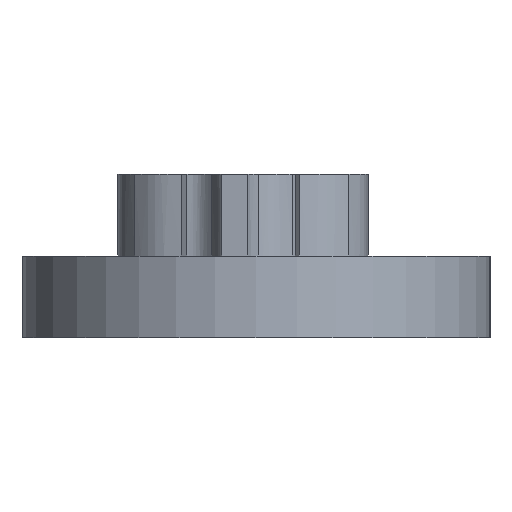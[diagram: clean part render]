
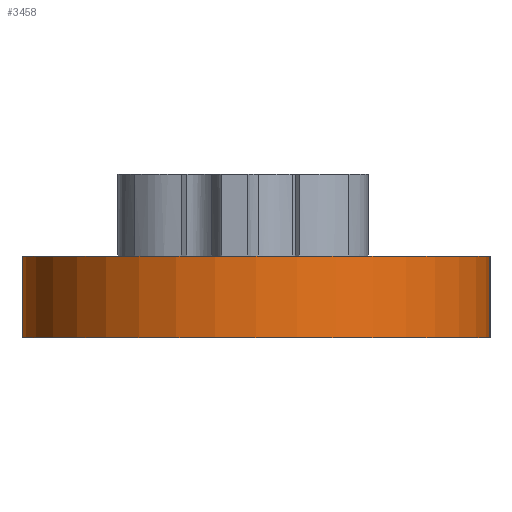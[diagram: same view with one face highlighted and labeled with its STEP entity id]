
A CAD part, left-side view. The second image highlights one B-rep face of the part: STEP entity #3458.
In plain terms, the highlighted cylindrical face has radius 2.867 mm (diameter 5.733 mm), a partial arc.
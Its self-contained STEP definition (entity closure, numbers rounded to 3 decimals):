
#135=CYLINDRICAL_SURFACE('',#3679,2.867);
#354=FACE_OUTER_BOUND('',#555,.T.);
#555=EDGE_LOOP('',(#2362,#2363,#2364,#2365));
#773=LINE('',#4601,#1094);
#774=LINE('',#4605,#1095);
#1094=VECTOR('',#3803,10.);
#1095=VECTOR('',#3808,10.);
#1394=CIRCLE('',#3677,2.867);
#1395=CIRCLE('',#3680,2.867);
#1399=VERTEX_POINT('',#4291);
#1400=VERTEX_POINT('',#4293);
#1464=VERTEX_POINT('',#4599);
#1465=VERTEX_POINT('',#4603);
#1757=EDGE_CURVE('',#1399,#1400,#1394,.T.);
#1823=EDGE_CURVE('',#1399,#1464,#773,.T.);
#1824=EDGE_CURVE('',#1465,#1464,#1395,.T.);
#1825=EDGE_CURVE('',#1400,#1465,#774,.T.);
#2362=ORIENTED_EDGE('',*,*,#1757,.F.);
#2363=ORIENTED_EDGE('',*,*,#1823,.T.);
#2364=ORIENTED_EDGE('',*,*,#1824,.F.);
#2365=ORIENTED_EDGE('',*,*,#1825,.F.);
#3458=ADVANCED_FACE('',(#354),#135,.T.);
#3677=AXIS2_PLACEMENT_3D('',#4294,#3778,#3779);
#3679=AXIS2_PLACEMENT_3D('',#4602,#3804,#3805);
#3680=AXIS2_PLACEMENT_3D('',#4604,#3806,#3807);
#3778=DIRECTION('center_axis',(0.,0.,1.));
#3779=DIRECTION('ref_axis',(1.,0.,0.));
#3803=DIRECTION('',(0.,0.,-1.));
#3804=DIRECTION('center_axis',(0.,0.,-1.));
#3805=DIRECTION('ref_axis',(-1.,0.,0.));
#3806=DIRECTION('center_axis',(0.,0.,-1.));
#3807=DIRECTION('ref_axis',(1.,0.,0.));
#3808=DIRECTION('',(0.,0.,-1.));
#4291=CARTESIAN_POINT('',(-21.725,4.188,0.));
#4293=CARTESIAN_POINT('',(-21.725,-1.545,0.));
#4294=CARTESIAN_POINT('Origin',(-21.725,1.321,0.));
#4599=CARTESIAN_POINT('',(-21.725,4.188,-1.));
#4601=CARTESIAN_POINT('',(-21.725,4.188,0.));
#4602=CARTESIAN_POINT('Origin',(-21.725,1.321,0.));
#4603=CARTESIAN_POINT('',(-21.725,-1.545,-1.));
#4604=CARTESIAN_POINT('Origin',(-21.725,1.321,-1.));
#4605=CARTESIAN_POINT('',(-21.725,-1.545,0.));
